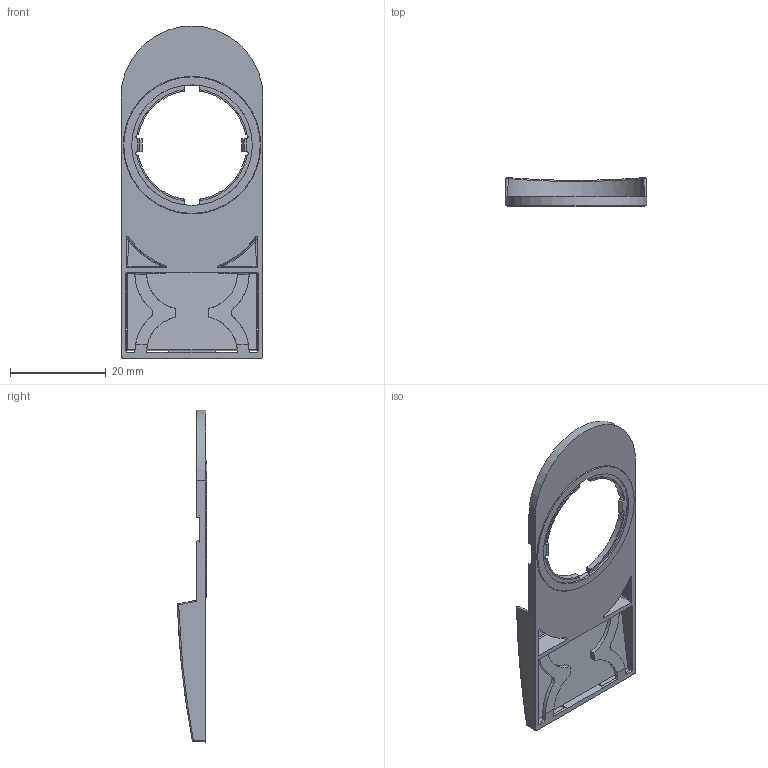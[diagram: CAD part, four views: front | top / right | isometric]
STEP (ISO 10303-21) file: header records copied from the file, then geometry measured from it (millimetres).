
FILE_DESCRIPTION((''),'2;1');
FILE_NAME('FRAME_LEGEND_PLATE_22_ASM','2013-09-24T',('wwhu'),('Rockwell Automation'),'PRO/ENGINEER BY PARAMETRIC TECHNOLOGY CORPORATION, 2010140','PRO/ENGINEER BY PARAMETRIC TECHNOLOGY CORPORATION, 2010140','');
FILE_SCHEMA(('CONFIG_CONTROL_DESIGN'));
Length unit declared in the file: millimetre
Products named in the file (3): FRAME_22; LEGEND_PLATE_22; FRAME_LEGEND_PLATE_22_ASM
Assembly tree (2 placements, depth 2):
  FRAME_LEGEND_PLATE_22_ASM
    FRAME_22
    LEGEND_PLATE_22
Bounding box: 29.73 x 6.08 x 69.52 mm (x, y, z)
Volume: 2682 mm3; surface area: 4988.7 mm2
Topology: 2 solids, 2 shells, 228 faces, 576 edges, 352 vertices
Faces by surface type: plane 104, cylinder 45, bspline 45, cone 18, sphere 12, torus 4
Entity records: 8633 total; most frequent: CARTESIAN_POINT 3577, ORIENTED_EDGE 1152, DIRECTION 861, EDGE_CURVE 576, VERTEX_POINT 352, AXIS2_PLACEMENT_3D 299, VECTOR 263, LINE 263
